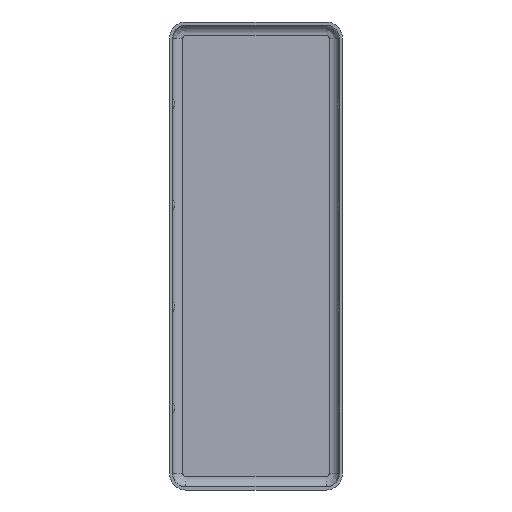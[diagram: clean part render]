
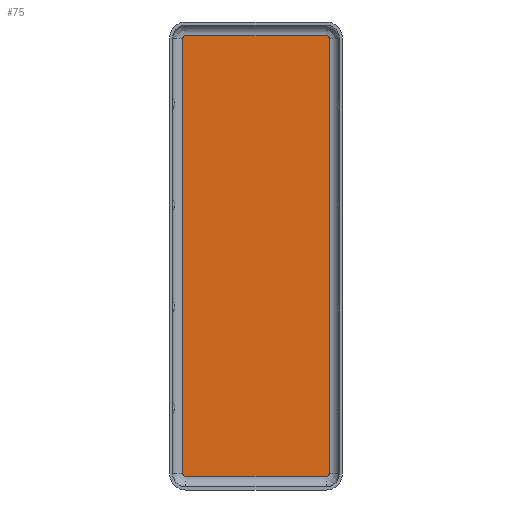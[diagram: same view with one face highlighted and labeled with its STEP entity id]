
A CAD part, front view. The second image highlights one B-rep face of the part: STEP entity #75.
In plain terms, the highlighted planar face has unit normal (0, -1, 0).
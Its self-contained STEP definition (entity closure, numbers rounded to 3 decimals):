
#75 = ADVANCED_FACE( 'NONE', ( #194 ), #195, .T. );
#194 = FACE_OUTER_BOUND( '', #371, .T. );
#195 = PLANE( '', #372 );
#371 = EDGE_LOOP( '', ( #718, #719, #720, #721, #722, #723, #724, #725 ) );
#372 = AXIS2_PLACEMENT_3D( '', #726, #727, #728 );
#718 = ORIENTED_EDGE( '', *, *, #1090, .F. );
#719 = ORIENTED_EDGE( '', *, *, #1091, .F. );
#720 = ORIENTED_EDGE( '', *, *, #1092, .F. );
#721 = ORIENTED_EDGE( '', *, *, #1093, .T. );
#722 = ORIENTED_EDGE( '', *, *, #1094, .T. );
#723 = ORIENTED_EDGE( '', *, *, #1095, .F. );
#724 = ORIENTED_EDGE( '', *, *, #1096, .T. );
#725 = ORIENTED_EDGE( '', *, *, #1097, .T. );
#726 = CARTESIAN_POINT( '', ( 6.9, 0., -21.45 ) );
#727 = DIRECTION( '', ( 0., -1., 0. ) );
#728 = DIRECTION( '', ( 0., 0., -1. ) );
#1090 = EDGE_CURVE( 'NONE', #1237, #1238, #1239, .T. );
#1091 = EDGE_CURVE( 'NONE', #1240, #1237, #1241, .T. );
#1092 = EDGE_CURVE( 'NONE', #1242, #1240, #1243, .T. );
#1093 = EDGE_CURVE( 'NONE', #1242, #1244, #1245, .T. );
#1094 = EDGE_CURVE( 'NONE', #1244, #1246, #1247, .T. );
#1095 = EDGE_CURVE( 'NONE', #1248, #1246, #1249, .T. );
#1096 = EDGE_CURVE( 'NONE', #1248, #1250, #1251, .T. );
#1097 = EDGE_CURVE( 'NONE', #1250, #1238, #1252, .T. );
#1237 = VERTEX_POINT( 'NONE', #1448 );
#1238 = VERTEX_POINT( 'NONE', #1449 );
#1239 = LINE( '', #1450, #1451 );
#1240 = VERTEX_POINT( 'NONE', #1452 );
#1241 = CIRCLE( '', #1453, 0.3 );
#1242 = VERTEX_POINT( 'NONE', #1454 );
#1243 = LINE( '', #1455, #1456 );
#1244 = VERTEX_POINT( 'NONE', #1457 );
#1245 = CIRCLE( '', #1458, 0.3 );
#1246 = VERTEX_POINT( 'NONE', #1459 );
#1247 = LINE( '', #1460, #1461 );
#1248 = VERTEX_POINT( 'NONE', #1462 );
#1249 = CIRCLE( '', #1463, 0.3 );
#1250 = VERTEX_POINT( 'NONE', #1464 );
#1251 = LINE( '', #1465, #1466 );
#1252 = CIRCLE( '', #1467, 0.3 );
#1448 = CARTESIAN_POINT( '', ( 6.9, 0., -21.75 ) );
#1449 = CARTESIAN_POINT( '', ( -6.9, 0., -21.75 ) );
#1450 = CARTESIAN_POINT( '', ( 6.9, 0., -21.75 ) );
#1451 = VECTOR( '', #1698, 1000. );
#1452 = CARTESIAN_POINT( '', ( 7.2, 0., -21.45 ) );
#1453 = AXIS2_PLACEMENT_3D( '', #1699, #1700, #1701 );
#1454 = CARTESIAN_POINT( '', ( 7.2, 0., 21.45 ) );
#1455 = CARTESIAN_POINT( '', ( 7.2, 0., 0. ) );
#1456 = VECTOR( '', #1702, 1000. );
#1457 = CARTESIAN_POINT( '', ( 6.9, 0., 21.75 ) );
#1458 = AXIS2_PLACEMENT_3D( '', #1703, #1704, #1705 );
#1459 = CARTESIAN_POINT( '', ( -6.9, 0., 21.75 ) );
#1460 = CARTESIAN_POINT( '', ( 6.9, 0., 21.75 ) );
#1461 = VECTOR( '', #1706, 1000. );
#1462 = CARTESIAN_POINT( '', ( -7.2, 0., 21.45 ) );
#1463 = AXIS2_PLACEMENT_3D( '', #1707, #1708, #1709 );
#1464 = CARTESIAN_POINT( '', ( -7.2, 0., -21.45 ) );
#1465 = CARTESIAN_POINT( '', ( -7.2, 0., 0. ) );
#1466 = VECTOR( '', #1710, 1000. );
#1467 = AXIS2_PLACEMENT_3D( '', #1711, #1712, #1713 );
#1698 = DIRECTION( '', ( -1., 0., 0. ) );
#1699 = CARTESIAN_POINT( '', ( 6.9, 0., -21.45 ) );
#1700 = DIRECTION( '', ( 0., 1., 0. ) );
#1701 = DIRECTION( '', ( 0., 0., 1. ) );
#1702 = DIRECTION( '', ( 0., 0., -1. ) );
#1703 = CARTESIAN_POINT( '', ( 6.9, 0., 21.45 ) );
#1704 = DIRECTION( '', ( 0., -1., 0. ) );
#1705 = DIRECTION( '', ( 0., 0., -1. ) );
#1706 = DIRECTION( '', ( -1., 0., 0. ) );
#1707 = CARTESIAN_POINT( '', ( -6.9, 0., 21.45 ) );
#1708 = DIRECTION( '', ( 0., 1., 0. ) );
#1709 = DIRECTION( '', ( 0., 0., -1. ) );
#1710 = DIRECTION( '', ( 0., 0., -1. ) );
#1711 = CARTESIAN_POINT( '', ( -6.9, 0., -21.45 ) );
#1712 = DIRECTION( '', ( 0., -1., 0. ) );
#1713 = DIRECTION( '', ( 0., 0., 1. ) );
